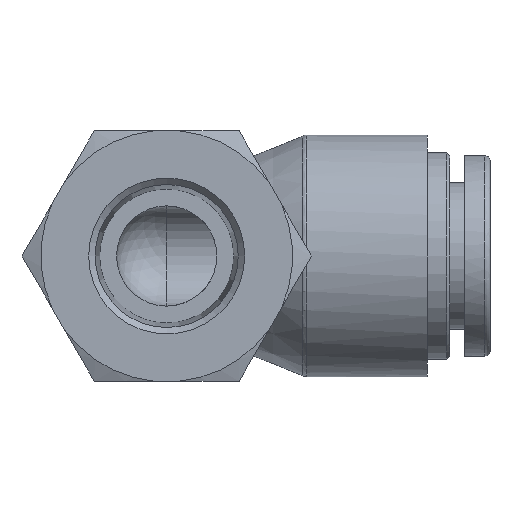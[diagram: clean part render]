
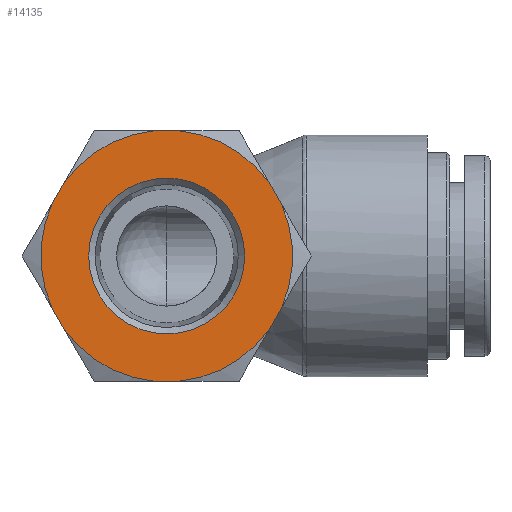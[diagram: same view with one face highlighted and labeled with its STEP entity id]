
A CAD part, front view. The second image highlights one B-rep face of the part: STEP entity #14135.
In plain terms, the highlighted face is planar.
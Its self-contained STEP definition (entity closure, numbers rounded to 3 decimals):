
#13991=CARTESIAN_POINT('',(-28.3,6.222,0.));
#13992=VERTEX_POINT('',#13991);
#13993=CARTESIAN_POINT('',(-28.3,0.,0.0));
#13994=DIRECTION('',(-1.0,0.0,0.0));
#13995=DIRECTION('',(0.0,-1.0,0.0));
#13996=AXIS2_PLACEMENT_3D('',#13993,#13994,#13995);
#13997=CIRCLE('',#13996,6.222);
#13998=EDGE_CURVE('',#13992,#13992,#13997,.T.);
#14023=CARTESIAN_POINT('',(-28.3,5.,0.0));
#14024=DIRECTION('',(-1.0,0.0,0.0));
#14025=DIRECTION('',(0.0,0.0,1.0));
#14026=AXIS2_PLACEMENT_3D('',#14023,#14024,#14025);
#14027=PLANE('',#14026);
#14028=CARTESIAN_POINT('',(-28.3,9.146,4.159));
#14029=VERTEX_POINT('',#14028);
#14030=CARTESIAN_POINT('',(-28.3,9.146,-4.159));
#14031=VERTEX_POINT('',#14030);
#14032=CARTESIAN_POINT('',(-28.3,0.,0.0));
#14033=DIRECTION('',(-1.0,0.0,0.0));
#14034=DIRECTION('',(0.0,1.0,0.0));
#14035=AXIS2_PLACEMENT_3D('',#14032,#14033,#14034);
#14036=CIRCLE('',#14035,10.047);
#14037=EDGE_CURVE('',#14029,#14031,#14036,.T.);
#14038=ORIENTED_EDGE('',*,*,#14037,.T.);
#14039=CARTESIAN_POINT('',(-28.3,8.175,-5.841));
#14040=VERTEX_POINT('',#14039);
#14041=CARTESIAN_POINT('',(-28.3,8.175,-5.841));
#14042=DIRECTION('',(0.0,0.5,0.866));
#14043=VECTOR('',#14042,1.941);
#14044=LINE('',#14041,#14043);
#14045=EDGE_CURVE('',#14040,#14031,#14044,.T.);
#14046=ORIENTED_EDGE('',*,*,#14045,.F.);
#14047=CARTESIAN_POINT('',(-28.3,0.971,-10.));
#14048=VERTEX_POINT('',#14047);
#14049=CARTESIAN_POINT('',(-28.3,0.,0.0));
#14050=DIRECTION('',(-1.0,0.0,0.0));
#14051=DIRECTION('',(0.0,1.0,0.0));
#14052=AXIS2_PLACEMENT_3D('',#14049,#14050,#14051);
#14053=CIRCLE('',#14052,10.047);
#14054=EDGE_CURVE('',#14040,#14048,#14053,.T.);
#14055=ORIENTED_EDGE('',*,*,#14054,.T.);
#14056=CARTESIAN_POINT('',(-28.3,-0.971,-10.));
#14057=VERTEX_POINT('',#14056);
#14058=CARTESIAN_POINT('',(-28.3,-0.971,-10.));
#14059=DIRECTION('',(0.0,1.0,0.0));
#14060=VECTOR('',#14059,1.941);
#14061=LINE('',#14058,#14060);
#14062=EDGE_CURVE('',#14057,#14048,#14061,.T.);
#14063=ORIENTED_EDGE('',*,*,#14062,.F.);
#14064=CARTESIAN_POINT('',(-28.3,-8.175,-5.841));
#14065=VERTEX_POINT('',#14064);
#14066=CARTESIAN_POINT('',(-28.3,0.,0.0));
#14067=DIRECTION('',(-1.0,0.0,0.0));
#14068=DIRECTION('',(0.0,1.0,0.0));
#14069=AXIS2_PLACEMENT_3D('',#14066,#14067,#14068);
#14070=CIRCLE('',#14069,10.047);
#14071=EDGE_CURVE('',#14057,#14065,#14070,.T.);
#14072=ORIENTED_EDGE('',*,*,#14071,.T.);
#14073=CARTESIAN_POINT('',(-28.3,-9.146,-4.159));
#14074=VERTEX_POINT('',#14073);
#14075=CARTESIAN_POINT('',(-28.3,-9.146,-4.159));
#14076=DIRECTION('',(0.0,0.5,-0.866));
#14077=VECTOR('',#14076,1.941);
#14078=LINE('',#14075,#14077);
#14079=EDGE_CURVE('',#14074,#14065,#14078,.T.);
#14080=ORIENTED_EDGE('',*,*,#14079,.F.);
#14081=CARTESIAN_POINT('',(-28.3,-9.146,4.159));
#14082=VERTEX_POINT('',#14081);
#14083=CARTESIAN_POINT('',(-28.3,0.,0.0));
#14084=DIRECTION('',(-1.0,0.0,0.0));
#14085=DIRECTION('',(0.0,1.0,0.0));
#14086=AXIS2_PLACEMENT_3D('',#14083,#14084,#14085);
#14087=CIRCLE('',#14086,10.047);
#14088=EDGE_CURVE('',#14074,#14082,#14087,.T.);
#14089=ORIENTED_EDGE('',*,*,#14088,.T.);
#14090=CARTESIAN_POINT('',(-28.3,-8.175,5.841));
#14091=VERTEX_POINT('',#14090);
#14092=CARTESIAN_POINT('',(-28.3,-8.175,5.841));
#14093=DIRECTION('',(0.0,-0.5,-0.866));
#14094=VECTOR('',#14093,1.941);
#14095=LINE('',#14092,#14094);
#14096=EDGE_CURVE('',#14091,#14082,#14095,.T.);
#14097=ORIENTED_EDGE('',*,*,#14096,.F.);
#14098=CARTESIAN_POINT('',(-28.3,-0.971,10.));
#14099=VERTEX_POINT('',#14098);
#14100=CARTESIAN_POINT('',(-28.3,0.,0.0));
#14101=DIRECTION('',(-1.0,0.0,0.0));
#14102=DIRECTION('',(0.0,1.0,0.0));
#14103=AXIS2_PLACEMENT_3D('',#14100,#14101,#14102);
#14104=CIRCLE('',#14103,10.047);
#14105=EDGE_CURVE('',#14091,#14099,#14104,.T.);
#14106=ORIENTED_EDGE('',*,*,#14105,.T.);
#14107=CARTESIAN_POINT('',(-28.3,0.971,10.0));
#14108=VERTEX_POINT('',#14107);
#14109=CARTESIAN_POINT('',(-28.3,0.971,10.));
#14110=DIRECTION('',(0.0,-1.0,0.0));
#14111=VECTOR('',#14110,1.941);
#14112=LINE('',#14109,#14111);
#14113=EDGE_CURVE('',#14108,#14099,#14112,.T.);
#14114=ORIENTED_EDGE('',*,*,#14113,.F.);
#14115=CARTESIAN_POINT('',(-28.3,8.175,5.841));
#14116=VERTEX_POINT('',#14115);
#14117=CARTESIAN_POINT('',(-28.3,0.,0.0));
#14118=DIRECTION('',(-1.0,0.0,0.0));
#14119=DIRECTION('',(0.0,1.0,0.0));
#14120=AXIS2_PLACEMENT_3D('',#14117,#14118,#14119);
#14121=CIRCLE('',#14120,10.047);
#14122=EDGE_CURVE('',#14108,#14116,#14121,.T.);
#14123=ORIENTED_EDGE('',*,*,#14122,.T.);
#14124=CARTESIAN_POINT('',(-28.3,9.146,4.159));
#14125=DIRECTION('',(0.0,-0.5,0.866));
#14126=VECTOR('',#14125,1.941);
#14127=LINE('',#14124,#14126);
#14128=EDGE_CURVE('',#14029,#14116,#14127,.T.);
#14129=ORIENTED_EDGE('',*,*,#14128,.F.);
#14130=EDGE_LOOP('',(#14038,#14046,#14055,#14063,#14072,#14080,#14089,#14097,#14106,#14114,#14123,#14129));
#14131=FACE_OUTER_BOUND('',#14130,.T.);
#14132=ORIENTED_EDGE('',*,*,#13998,.F.);
#14133=EDGE_LOOP('',(#14132));
#14134=FACE_BOUND('',#14133,.T.);
#14135=ADVANCED_FACE('',(#14131,#14134),#14027,.T.);
